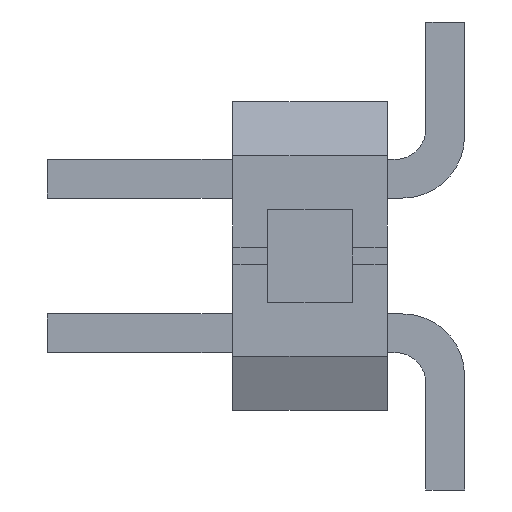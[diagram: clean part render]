
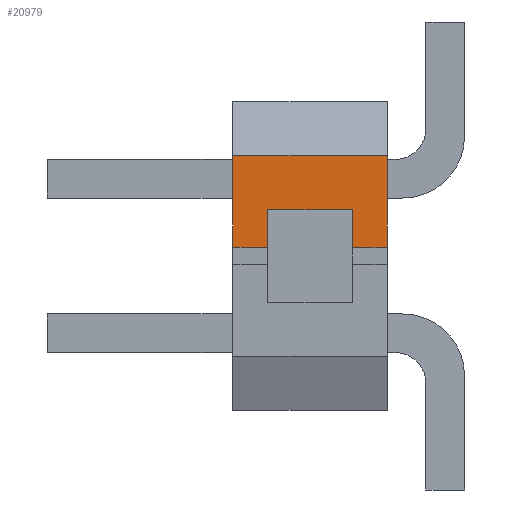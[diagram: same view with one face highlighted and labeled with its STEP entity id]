
A CAD part, left-side view. The second image highlights one B-rep face of the part: STEP entity #20979.
In plain terms, the highlighted planar face has unit normal (-1, 0, 0).
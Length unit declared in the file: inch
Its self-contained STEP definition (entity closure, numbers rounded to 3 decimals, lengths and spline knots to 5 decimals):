
#3523=ORIENTED_EDGE('',*,*,#8159,.T.);
#3524=ORIENTED_EDGE('',*,*,#8160,.T.);
#3525=ORIENTED_EDGE('',*,*,#8151,.T.);
#3526=ORIENTED_EDGE('',*,*,#8161,.T.);
#3527=ORIENTED_EDGE('',*,*,#8162,.F.);
#3528=ORIENTED_EDGE('',*,*,#8163,.F.);
#3529=ORIENTED_EDGE('',*,*,#8157,.T.);
#3530=ORIENTED_EDGE('',*,*,#8164,.T.);
#8151=EDGE_CURVE('',#10679,#10680,#13131,.T.);
#8157=EDGE_CURVE('',#10686,#10685,#13137,.T.);
#8159=EDGE_CURVE('',#10687,#10688,#13139,.T.);
#8160=EDGE_CURVE('',#10688,#10679,#13140,.T.);
#8161=EDGE_CURVE('',#10680,#10689,#13141,.T.);
#8162=EDGE_CURVE('',#10690,#10689,#13142,.T.);
#8163=EDGE_CURVE('',#10686,#10690,#13143,.T.);
#8164=EDGE_CURVE('',#10685,#10687,#13144,.T.);
#10679=VERTEX_POINT('',#31519);
#10680=VERTEX_POINT('',#31520);
#10685=VERTEX_POINT('',#31531);
#10686=VERTEX_POINT('',#31533);
#10687=VERTEX_POINT('',#31537);
#10688=VERTEX_POINT('',#31538);
#10689=VERTEX_POINT('',#31541);
#10690=VERTEX_POINT('',#31543);
#13131=LINE('',#31518,#16071);
#13137=LINE('',#31532,#16077);
#13139=LINE('',#31536,#16079);
#13140=LINE('',#31539,#16080);
#13141=LINE('',#31540,#16081);
#13142=LINE('',#31542,#16082);
#13143=LINE('',#31544,#16083);
#13144=LINE('',#31545,#16084);
#16071=VECTOR('',#25653,39.37008);
#16077=VECTOR('',#25661,39.37008);
#16079=VECTOR('',#25665,39.37008);
#16080=VECTOR('',#25666,39.37008);
#16081=VECTOR('',#25667,39.37008);
#16082=VECTOR('',#25668,39.37008);
#16083=VECTOR('',#25669,39.37008);
#16084=VECTOR('',#25670,39.37008);
#17847=EDGE_LOOP('',(#3523,#3524,#3525,#3526,#3527,#3528,#3529,#3530));
#18931=FACE_BOUND('',#17847,.T.);
#19955=PLANE('',#22150);
#20979=ADVANCED_FACE('',(#18931),#19955,.F.);
#22150=AXIS2_PLACEMENT_3D('',#31535,#25663,#25664);
#25653=DIRECTION('',(0.,-1.,0.));
#25661=DIRECTION('',(0.,-1.,0.));
#25663=DIRECTION('',(1.,0.,0.));
#25664=DIRECTION('',(0.,0.,-1.));
#25665=DIRECTION('',(0.,-1.,0.));
#25666=DIRECTION('',(0.,0.,-1.));
#25667=DIRECTION('',(0.,0.,1.));
#25668=DIRECTION('',(0.,-1.,0.));
#25669=DIRECTION('',(0.,0.,1.));
#25670=DIRECTION('',(0.,0.,1.));
#31518=CARTESIAN_POINT('',(-0.7425,0.05,0.00575));
#31519=CARTESIAN_POINT('',(-0.7425,-0.0275,0.00575));
#31520=CARTESIAN_POINT('',(-0.7425,-0.05,0.00575));
#31531=CARTESIAN_POINT('',(-0.7425,0.0275,0.00575));
#31532=CARTESIAN_POINT('',(-0.7425,0.05,0.00575));
#31533=CARTESIAN_POINT('',(-0.7425,0.05,0.00575));
#31535=CARTESIAN_POINT('',(-0.7425,0.05,0.00575));
#31536=CARTESIAN_POINT('',(-0.7425,0.0275,0.03));
#31537=CARTESIAN_POINT('',(-0.7425,0.0275,0.03));
#31538=CARTESIAN_POINT('',(-0.7425,-0.0275,0.03));
#31539=CARTESIAN_POINT('',(-0.7425,-0.0275,0.03));
#31540=CARTESIAN_POINT('',(-0.7425,-0.05,0.00575));
#31541=CARTESIAN_POINT('',(-0.7425,-0.05,0.065));
#31542=CARTESIAN_POINT('',(-0.7425,0.05,0.065));
#31543=CARTESIAN_POINT('',(-0.7425,0.05,0.065));
#31544=CARTESIAN_POINT('',(-0.7425,0.05,0.00575));
#31545=CARTESIAN_POINT('',(-0.7425,0.0275,-0.03));
